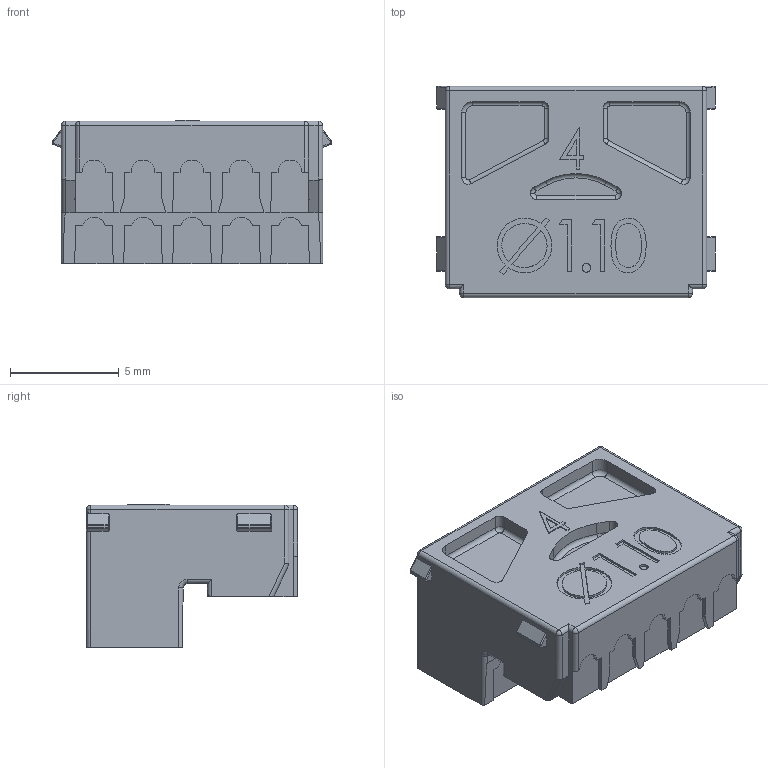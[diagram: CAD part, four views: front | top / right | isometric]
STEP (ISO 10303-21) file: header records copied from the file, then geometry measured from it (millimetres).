
FILE_DESCRIPTION (( 'STEP AP203' ), '1' );
FILE_NAME ('Customer-BB1643P272.STEP', '2020-05-26T00:00:41', ( '' ), ( '' ), 'SwSTEP 2.0', 'SolidWorks 2018', '' );
FILE_SCHEMA (( 'CONFIG_CONTROL_DESIGN' ));
Length unit declared in the file: millimetre
Products named in the file (1): Customer-BB1643P272
Bounding box: 12.8 x 9.7 x 6.6 mm (x, y, z)
Volume: 573.2 mm3; surface area: 552.1 mm2
Topology: 1 solids, 1 shells, 359 faces, 936 edges, 575 vertices
Faces by surface type: plane 185, cylinder 92, bspline 25, sphere 22, cone 20, torus 15
Entity records: 12261 total; most frequent: CARTESIAN_POINT 3688, ORIENTED_EDGE 1828, DIRECTION 1676, EDGE_CURVE 914, VECTOR 618, LINE 618, VERTEX_POINT 575, AXIS2_PLACEMENT_3D 529
